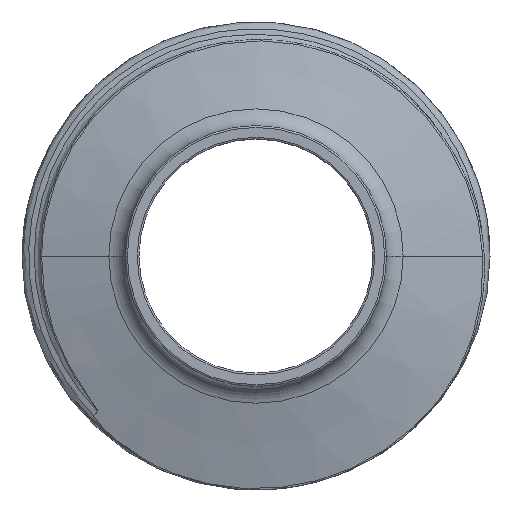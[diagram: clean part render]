
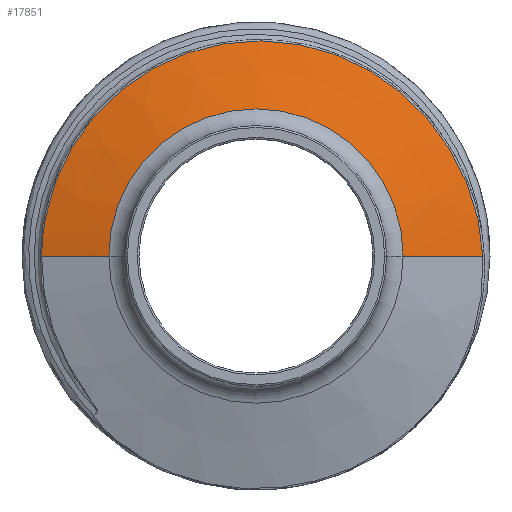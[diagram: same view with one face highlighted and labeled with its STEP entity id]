
A CAD part, left-side view. The second image highlights one B-rep face of the part: STEP entity #17851.
In plain terms, the highlighted conical face has half-angle 75 degrees and reference radius 26 mm.
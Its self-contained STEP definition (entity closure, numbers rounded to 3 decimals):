
#214 = CARTESIAN_POINT ( 'NONE',  ( -14.287, -24.337, 5.416 ) ) ;
#275 = CARTESIAN_POINT ( 'NONE',  ( -14.577, 4.913, 23.348 ) ) ;
#334 = CARTESIAN_POINT ( 'NONE',  ( -14.522, -8.32, 22.582 ) ) ;
#397 = CARTESIAN_POINT ( 'NONE',  ( -14.517, -9.058, 22.314 ) ) ;
#610 = CARTESIAN_POINT ( 'NONE',  ( -14.601, 15.405, 18.102 ) ) ;
#879 = AXIS2_PLACEMENT_3D ( 'NONE', #7417, #20211, #10543 ) ;
#1758 = CARTESIAN_POINT ( 'NONE',  ( -14.584, 7.21, 22.717 ) ) ;
#1824 = DIRECTION ( 'NONE',  ( 0., 1., 0. ) ) ;
#1884 = CARTESIAN_POINT ( 'NONE',  ( -14.59, 9.43, 21.866 ) ) ;
#1947 = CARTESIAN_POINT ( 'NONE',  ( -14.534, -6.04, 23.248 ) ) ;
#1960 = CARTESIAN_POINT ( 'NONE',  ( -16.585, 16.353, 0. ) ) ;
#2013 = CARTESIAN_POINT ( 'NONE',  ( -14.392, -21.094, 12.56 ) ) ;
#2230 = CARTESIAN_POINT ( 'NONE',  ( -14.602, 15.998, 17.577 ) ) ;
#2437 = CARTESIAN_POINT ( 'NONE',  ( -14.584, 23.822, 0. ) ) ;
#2944 = EDGE_CURVE ( 'NONE', #3998, #7287, #7614, .T. ) ;
#3370 = CARTESIAN_POINT ( 'NONE',  ( -14.453, -17.032, 17.361 ) ) ;
#3414 = ORIENTED_EDGE ( 'NONE', *, *, #5997, .T. ) ;
#3623 = CARTESIAN_POINT ( 'NONE',  ( -14.586, 7.959, 22.458 ) ) ;
#3904 = CARTESIAN_POINT ( 'NONE',  ( -14.604, 20.507, 12.073 ) ) ;
#3979 = CARTESIAN_POINT ( 'NONE',  ( -14.592, 23.594, 3.144 ) ) ;
#3998 = VERTEX_POINT ( 'NONE', #14136 ) ;
#4989 = CARTESIAN_POINT ( 'NONE',  ( -14.432, -18.685, 15.69 ) ) ;
#4991 = CARTESIAN_POINT ( 'NONE',  ( -16.585, 0., 0. ) ) ;
#5050 = CARTESIAN_POINT ( 'NONE',  ( -14.46, -16.448, 17.884 ) ) ;
#5167 = CARTESIAN_POINT ( 'NONE',  ( -14.234, -25.127, 1.57 ) ) ;
#5239 = CARTESIAN_POINT ( 'NONE',  ( -14.594, 11.553, 20.802 ) ) ;
#5312 = ORIENTED_EDGE ( 'NONE', *, *, #17230, .F. ) ;
#5529 = CARTESIAN_POINT ( 'NONE',  ( -14.604, 18.689, 14.668 ) ) ;
#5591 = CARTESIAN_POINT ( 'NONE',  ( -14.602, 22.19, 8.516 ) ) ;
#5997 = EDGE_CURVE ( 'NONE', #14019, #13295, #18778, .T. ) ;
#6815 = CARTESIAN_POINT ( 'NONE',  ( -14.555, -1.332, 23.903 ) ) ;
#6883 = CARTESIAN_POINT ( 'NONE',  ( -14.596, 12.23, 20.405 ) ) ;
#7253 = CARTESIAN_POINT ( 'NONE',  ( -14.586, 23.813, 0.784 ) ) ;
#7287 = VERTEX_POINT ( 'NONE', #2437 ) ;
#7417 = CARTESIAN_POINT ( 'NONE',  ( -14., 0., 0. ) ) ;
#7614 = B_SPLINE_CURVE_WITH_KNOTS ( 'NONE', 3,
 ( #17814, #5167, #16274, #8438, #214, #13054, #16402, #17944, #16470, #8247, #14672, #18013, #2013, #19560, #14615, #13247, #10102, #4989, #14801, #3370, #5050, #19439, #17881, #11385, #8374, #397, #334, #9844, #1947, #19499, #13180, #11452, #6815, #19621, #10032, #275, #11519, #1758, #3623, #1884, #14871, #5239, #6883, #18078, #12992, #610, #2230, #8656, #19981, #5529, #8728, #3904, #15218, #5591, #16611, #14941, #10176, #16821, #3979, #19910, #7253, #20051 ),
 .UNSPECIFIED., .F., .F.,
 ( 4, 2, 2, 2, 2, 2, 2, 2, 2, 2, 2, 2, 2, 2, 2, 2, 2, 2, 2, 2, 2, 2, 2, 2, 2, 2, 2, 2, 2, 2, 4 ),
 ( 0.013, 0.018, 0.019, 0.02, 0.023, 0.025, 0.028, 0.029, 0.03, 0.032, 0.035, 0.037, 0.042, 0.044, 0.047, 0.049, 0.051, 0.056, 0.059, 0.061, 0.063, 0.066, 0.068, 0.07, 0.073, 0.075, 0.08, 0.082, 0.085, 0.087, 0.09 ),
 .UNSPECIFIED. ) ;
#8247 = CARTESIAN_POINT ( 'NONE',  ( -14.352, -22.657, 9.836 ) ) ;
#8374 = CARTESIAN_POINT ( 'NONE',  ( -14.504, -11.225, 21.406 ) ) ;
#8438 = CARTESIAN_POINT ( 'NONE',  ( -14.282, -24.439, 5.035 ) ) ;
#8449 = LINE ( 'NONE', #18579, #14468 ) ;
#8519 = VECTOR ( 'NONE', #13507, 1000. ) ;
#8654 = AXIS2_PLACEMENT_3D ( 'NONE', #4991, #11455, #1824 ) ;
#8656 = CARTESIAN_POINT ( 'NONE',  ( -14.603, 17.133, 16.465 ) ) ;
#8728 = CARTESIAN_POINT ( 'NONE',  ( -14.604, 19.171, 14.032 ) ) ;
#9844 = CARTESIAN_POINT ( 'NONE',  ( -14.53, -6.813, 23.049 ) ) ;
#10032 = CARTESIAN_POINT ( 'NONE',  ( -14.57, 2.591, 23.785 ) ) ;
#10102 = CARTESIAN_POINT ( 'NONE',  ( -14.421, -19.448, 14.789 ) ) ;
#10176 = CARTESIAN_POINT ( 'NONE',  ( -14.597, 23.144, 5.484 ) ) ;
#10543 = DIRECTION ( 'NONE',  ( 0., 1., 0. ) ) ;
#10669 = FACE_OUTER_BOUND ( 'NONE', #19427, .T. ) ;
#11009 = ORIENTED_EDGE ( 'NONE', *, *, #14767, .T. ) ;
#11385 = CARTESIAN_POINT ( 'NONE',  ( -14.494, -12.609, 20.665 ) ) ;
#11452 = CARTESIAN_POINT ( 'NONE',  ( -14.552, -2.126, 23.858 ) ) ;
#11455 = DIRECTION ( 'NONE',  ( 1., 0., 0. ) ) ;
#11519 = CARTESIAN_POINT ( 'NONE',  ( -14.58, 5.687, 23.162 ) ) ;
#12992 = CARTESIAN_POINT ( 'NONE',  ( -14.599, 14.178, 19.087 ) ) ;
#13054 = CARTESIAN_POINT ( 'NONE',  ( -14.298, -24.113, 6.177 ) ) ;
#13180 = CARTESIAN_POINT ( 'NONE',  ( -14.545, -3.705, 23.69 ) ) ;
#13247 = CARTESIAN_POINT ( 'NONE',  ( -14.417, -19.696, 14.482 ) ) ;
#13295 = VERTEX_POINT ( 'NONE', #18413 ) ;
#13507 = DIRECTION ( 'NONE',  ( 0.259, -0.966, 0. ) ) ;
#13895 = DIRECTION ( 'NONE',  ( 0.259, 0.966, 0. ) ) ;
#14019 = VERTEX_POINT ( 'NONE', #1960 ) ;
#14136 = CARTESIAN_POINT ( 'NONE',  ( -14.213, -25.204, 0. ) ) ;
#14468 = VECTOR ( 'NONE', #13895, 1000. ) ;
#14537 = LINE ( 'NONE', #14980, #8519 ) ;
#14615 = CARTESIAN_POINT ( 'NONE',  ( -14.409, -20.179, 13.854 ) ) ;
#14672 = CARTESIAN_POINT ( 'NONE',  ( -14.363, -22.296, 10.532 ) ) ;
#14767 = EDGE_CURVE ( 'NONE', #13295, #3998, #14537, .T. ) ;
#14801 = CARTESIAN_POINT ( 'NONE',  ( -14.44, -18.151, 16.265 ) ) ;
#14871 = CARTESIAN_POINT ( 'NONE',  ( -14.591, 10.154, 21.532 ) ) ;
#14941 = CARTESIAN_POINT ( 'NONE',  ( -14.598, 22.943, 6.254 ) ) ;
#14980 = CARTESIAN_POINT ( 'NONE',  ( -14., -26., 0. ) ) ;
#15218 = CARTESIAN_POINT ( 'NONE',  ( -14.604, 21.261, 10.694 ) ) ;
#16274 = CARTESIAN_POINT ( 'NONE',  ( -14.255, -24.904, 3.121 ) ) ;
#16402 = CARTESIAN_POINT ( 'NONE',  ( -14.303, -23.992, 6.556 ) ) ;
#16431 = CONICAL_SURFACE ( 'NONE', #879, 26., 1.309 ) ;
#16470 = CARTESIAN_POINT ( 'NONE',  ( -14.33, -23.31, 8.409 ) ) ;
#16611 = CARTESIAN_POINT ( 'NONE',  ( -14.601, 22.466, 7.77 ) ) ;
#16821 = CARTESIAN_POINT ( 'NONE',  ( -14.594, 23.469, 3.931 ) ) ;
#17230 = EDGE_CURVE ( 'NONE', #14019, #7287, #8449, .T. ) ;
#17814 = CARTESIAN_POINT ( 'NONE',  ( -14.213, -25.204, 0. ) ) ;
#17851 = ADVANCED_FACE ( 'NONE', ( #10669 ), #16431, .T. ) ;
#17881 = CARTESIAN_POINT ( 'NONE',  ( -14.478, -14.591, 19.345 ) ) ;
#17944 = CARTESIAN_POINT ( 'NONE',  ( -14.319, -23.603, 7.678 ) ) ;
#17955 = ORIENTED_EDGE ( 'NONE', *, *, #2944, .T. ) ;
#18013 = CARTESIAN_POINT ( 'NONE',  ( -14.383, -21.515, 11.894 ) ) ;
#18078 = CARTESIAN_POINT ( 'NONE',  ( -14.598, 13.543, 19.548 ) ) ;
#18413 = CARTESIAN_POINT ( 'NONE',  ( -16.585, -16.353, 0. ) ) ;
#18579 = CARTESIAN_POINT ( 'NONE',  ( -14., 26., 0. ) ) ;
#18778 = CIRCLE ( 'NONE', #8654, 16.353 ) ;
#19427 = EDGE_LOOP ( 'NONE', ( #3414, #11009, #17955, #5312 ) ) ;
#19439 = CARTESIAN_POINT ( 'NONE',  ( -14.472, -15.228, 18.875 ) ) ;
#19499 = CARTESIAN_POINT ( 'NONE',  ( -14.542, -4.487, 23.568 ) ) ;
#19560 = CARTESIAN_POINT ( 'NONE',  ( -14.405, -20.414, 13.533 ) ) ;
#19621 = CARTESIAN_POINT ( 'NONE',  ( -14.564, 1.03, 23.923 ) ) ;
#19910 = CARTESIAN_POINT ( 'NONE',  ( -14.588, 23.766, 1.57 ) ) ;
#19981 = CARTESIAN_POINT ( 'NONE',  ( -14.604, 17.671, 15.883 ) ) ;
#20051 = CARTESIAN_POINT ( 'NONE',  ( -14.584, 23.822, 0. ) ) ;
#20211 = DIRECTION ( 'NONE',  ( 1., 0., 0. ) ) ;
